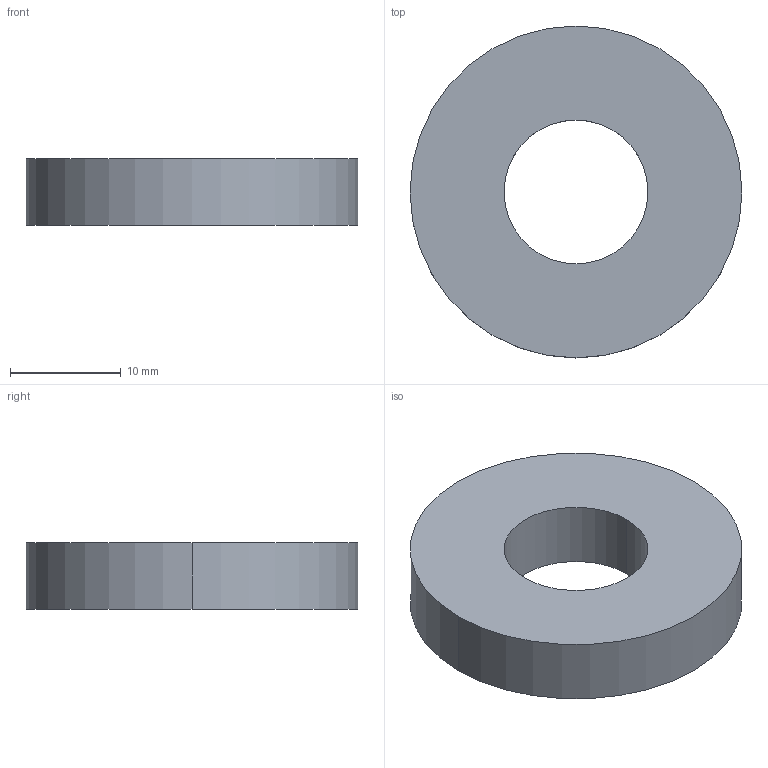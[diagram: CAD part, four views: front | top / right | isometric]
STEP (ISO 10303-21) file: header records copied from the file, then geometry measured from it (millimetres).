
FILE_DESCRIPTION (( 'STEP AP214' ), '1' );
FILE_NAME ('FO-00D-WF-M12-020 FORMAT ﾘ琺矜 ﾌ12 齏褊. 褄顆褊. DIN7349 (20_瑕) IEK.STEP', '2024-07-03T11:21:25', ( '' ), ( '' ), 'SwSTEP 2.0', 'SolidWorks 2022', '' );
FILE_SCHEMA (( 'AUTOMOTIVE_DESIGN' ));
Length unit declared in the file: millimetre
Products named in the file (1): FO-00D-WF-M12-020 FORMAT Шайба М12 усилен. увеличен. DIN7349 (20шт_упак) IEK
Bounding box: 30 x 30 x 6 mm (x, y, z)
Volume: 3444.8 mm3; surface area: 1958.8 mm2
Topology: 1 solids, 1 shells, 6 faces, 12 edges, 8 vertices
Faces by surface type: cylinder 4, plane 2
Entity records: 202 total; most frequent: DIRECTION 34, CARTESIAN_POINT 27, ORIENTED_EDGE 24, AXIS2_PLACEMENT_3D 15, EDGE_CURVE 12, VERTEX_POINT 8, EDGE_LOOP 8, CIRCLE 8
